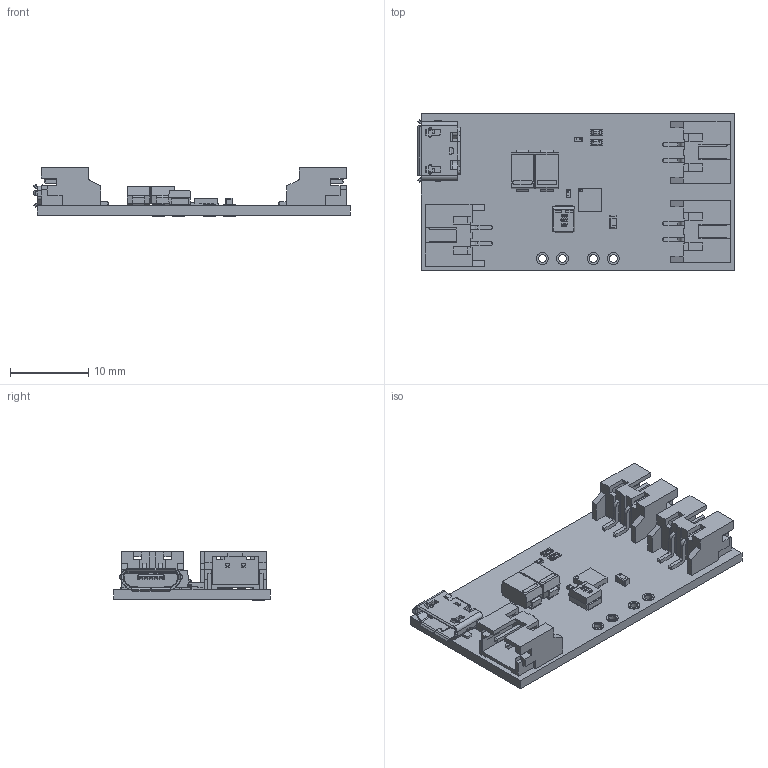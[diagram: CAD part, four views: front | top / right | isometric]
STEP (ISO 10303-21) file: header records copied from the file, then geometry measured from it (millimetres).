
FILE_DESCRIPTION(/* description */ (''),/* implementation_level */ '2;1');
FILE_NAME(/* name */ 'CN3065 Solar Charger board.stp',/* time_stamp */ '2019-03-29T01:06:59+01:00',/* author */ ('ZEUSLAP'),/* organization */ (''),/* preprocessor_version */ 'ST-DEVELOPER v16.13',/* originating_system */ 'Autodesk Inventor 2018',/* authorisation */ '');
FILE_SCHEMA (('AUTOMOTIVE_DESIGN { 1 0 10303 214 3 1 1 }'));
Products named in the file (11): CN3065 Solar Charger board; board; micro USB; S2B-PH-SM4-TB; Diode SMA; Tant Cap SMD size B _ 3528-21; QFN-16 (3x3); CAPC-0603-T0.9-BN; RESC-0402; 0603 LED v7; hole_plating
Assembly tree (22 placements, depth 2):
  CN3065 Solar Charger board
    board
    micro USB
    S2B-PH-SM4-TB  x3
    Diode SMA  x2
    Tant Cap SMD size B _ 3528-21
    QFN-16 (3x3)
    CAPC-0603-T0.9-BN
    RESC-0402  x2
    0603 LED v7  x2
    hole_plating  x8
Bounding box: 40.43 x 20 x 6.17 mm (x, y, z)
Volume: 1437.4 mm3; surface area: 3678.7 mm2
Topology: 70 solids, 90 shells, 2609 faces, 6794 edges, 4329 vertices
Faces by surface type: plane 1313, cylinder 859, torus 240, bspline 120, sphere 77
Full cylindrical faces by diameter (mm): 1 x12, 1.5 x8
Entity records: 66851 total; most frequent: CARTESIAN_POINT 15927, DIRECTION 10285, ORIENTED_EDGE 10010, EDGE_CURVE 5209, AXIS2_PLACEMENT_3D 3603, VERTEX_POINT 3321, LINE 3079, VECTOR 3079
